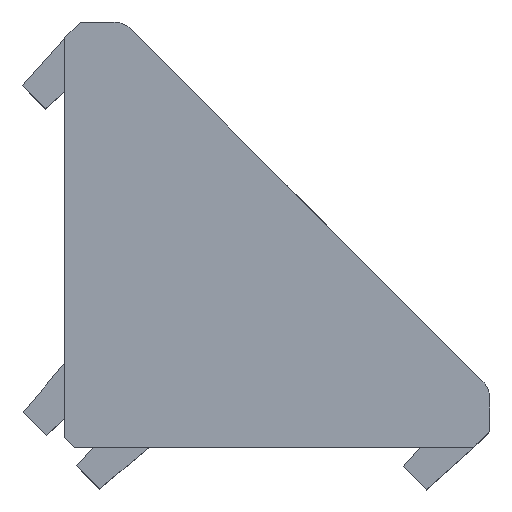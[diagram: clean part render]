
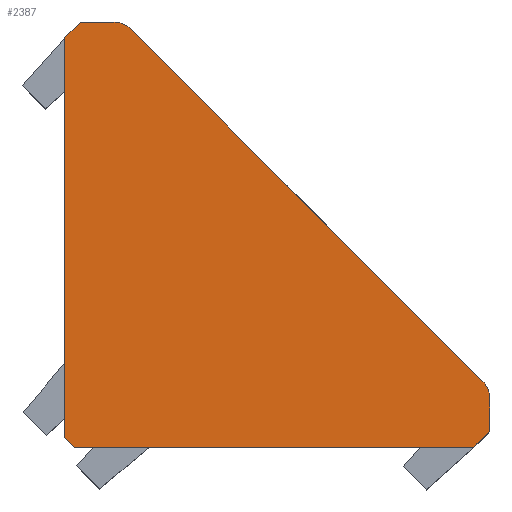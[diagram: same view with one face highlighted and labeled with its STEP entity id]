
A CAD part, top view. The second image highlights one B-rep face of the part: STEP entity #2387.
In plain terms, the highlighted planar face has unit normal (0, 0, 1).
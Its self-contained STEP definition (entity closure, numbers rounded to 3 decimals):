
#62=PLANE('',#2555);
#160=FACE_OUTER_BOUND('',#295,.T.);
#295=EDGE_LOOP('',(#1688,#1689,#1690,#1691,#1692,#1693,#1694,#1695,#1696,
#1697));
#433=LINE('',#3466,#721);
#457=LINE('',#3529,#745);
#458=LINE('',#3531,#746);
#459=LINE('',#3533,#747);
#460=LINE('',#3535,#748);
#461=LINE('',#3537,#749);
#462=LINE('',#3539,#750);
#463=LINE('',#3541,#751);
#721=VECTOR('',#2762,10.);
#745=VECTOR('',#2820,10.);
#746=VECTOR('',#2821,10.);
#747=VECTOR('',#2822,10.);
#748=VECTOR('',#2823,10.);
#749=VECTOR('',#2824,10.);
#750=VECTOR('',#2825,10.);
#751=VECTOR('',#2826,10.);
#1013=CIRCLE('',#2554,1.);
#1014=CIRCLE('',#2556,1.);
#1050=VERTEX_POINT('',#3462);
#1052=VERTEX_POINT('',#3465);
#1073=VERTEX_POINT('',#3524);
#1074=VERTEX_POINT('',#3528);
#1075=VERTEX_POINT('',#3530);
#1076=VERTEX_POINT('',#3532);
#1077=VERTEX_POINT('',#3534);
#1078=VERTEX_POINT('',#3536);
#1079=VERTEX_POINT('',#3538);
#1080=VERTEX_POINT('',#3540);
#1280=EDGE_CURVE('',#1050,#1052,#433,.T.);
#1312=EDGE_CURVE('',#1073,#1050,#1013,.T.);
#1313=EDGE_CURVE('',#1074,#1073,#457,.T.);
#1314=EDGE_CURVE('',#1075,#1074,#458,.T.);
#1315=EDGE_CURVE('',#1076,#1075,#459,.T.);
#1316=EDGE_CURVE('',#1077,#1076,#460,.T.);
#1317=EDGE_CURVE('',#1078,#1077,#461,.T.);
#1318=EDGE_CURVE('',#1079,#1078,#462,.T.);
#1319=EDGE_CURVE('',#1080,#1079,#463,.T.);
#1320=EDGE_CURVE('',#1052,#1080,#1014,.T.);
#1688=ORIENTED_EDGE('',*,*,#1312,.F.);
#1689=ORIENTED_EDGE('',*,*,#1313,.F.);
#1690=ORIENTED_EDGE('',*,*,#1314,.F.);
#1691=ORIENTED_EDGE('',*,*,#1315,.F.);
#1692=ORIENTED_EDGE('',*,*,#1316,.F.);
#1693=ORIENTED_EDGE('',*,*,#1317,.F.);
#1694=ORIENTED_EDGE('',*,*,#1318,.F.);
#1695=ORIENTED_EDGE('',*,*,#1319,.F.);
#1696=ORIENTED_EDGE('',*,*,#1320,.F.);
#1697=ORIENTED_EDGE('',*,*,#1280,.F.);
#2387=ADVANCED_FACE('',(#160),#62,.T.);
#2554=AXIS2_PLACEMENT_3D('',#3526,#2816,#2817);
#2555=AXIS2_PLACEMENT_3D('',#3527,#2818,#2819);
#2556=AXIS2_PLACEMENT_3D('',#3542,#2827,#2828);
#2762=DIRECTION('',(0.707,-0.707,0.));
#2816=DIRECTION('center_axis',(0.,0.,-1.));
#2817=DIRECTION('ref_axis',(0.383,0.924,0.));
#2818=DIRECTION('center_axis',(0.,0.,1.));
#2819=DIRECTION('ref_axis',(1.,0.,0.));
#2820=DIRECTION('',(1.,0.,0.));
#2821=DIRECTION('',(0.707,0.707,0.));
#2822=DIRECTION('',(0.,1.,0.));
#2823=DIRECTION('',(-0.707,0.707,0.));
#2824=DIRECTION('',(-1.,0.,0.));
#2825=DIRECTION('',(-0.707,-0.707,0.));
#2826=DIRECTION('',(0.,-1.,0.));
#2827=DIRECTION('center_axis',(0.,0.,-1.));
#2828=DIRECTION('ref_axis',(0.924,0.383,0.));
#3462=CARTESIAN_POINT('',(2.793,17.707,9.));
#3465=CARTESIAN_POINT('',(17.707,2.793,9.));
#3466=CARTESIAN_POINT('',(2.5,18.,9.));
#3524=CARTESIAN_POINT('',(2.086,18.,9.));
#3526=CARTESIAN_POINT('Origin',(2.086,17.,9.));
#3527=CARTESIAN_POINT('Origin',(6.91,6.91,9.));
#3528=CARTESIAN_POINT('',(0.676,18.,9.));
#3529=CARTESIAN_POINT('',(0.,18.,9.));
#3530=CARTESIAN_POINT('',(0.,17.324,9.));
#3531=CARTESIAN_POINT('',(-0.707,16.617,9.));
#3532=CARTESIAN_POINT('',(0.,0.424,9.));
#3533=CARTESIAN_POINT('',(0.,0.,9.));
#3534=CARTESIAN_POINT('',(0.424,0.,9.));
#3535=CARTESIAN_POINT('',(0.212,0.212,9.));
#3536=CARTESIAN_POINT('',(17.324,0.,9.));
#3537=CARTESIAN_POINT('',(18.,0.,9.));
#3538=CARTESIAN_POINT('',(18.,0.676,9.));
#3539=CARTESIAN_POINT('',(16.617,-0.707,9.));
#3540=CARTESIAN_POINT('',(18.,2.086,9.));
#3541=CARTESIAN_POINT('',(18.,2.5,9.));
#3542=CARTESIAN_POINT('Origin',(17.,2.086,9.));
